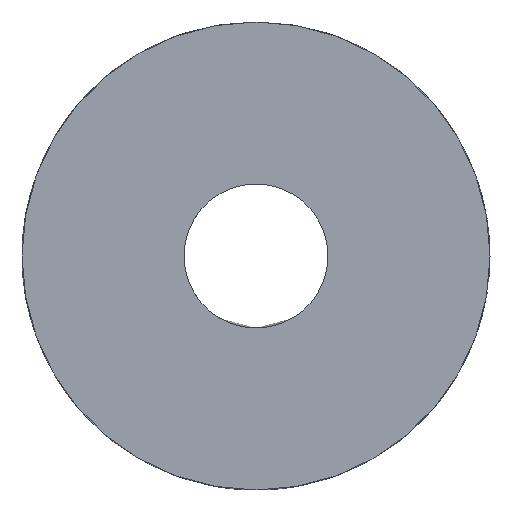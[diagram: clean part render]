
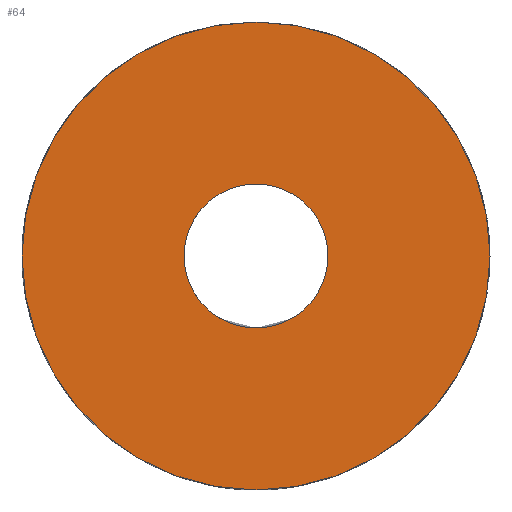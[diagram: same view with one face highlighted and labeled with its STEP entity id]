
A CAD part, left-side view. The second image highlights one B-rep face of the part: STEP entity #64.
In plain terms, the highlighted planar face has unit normal (-1, 0, 0).
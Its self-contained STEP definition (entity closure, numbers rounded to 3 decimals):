
#64 = ADVANCED_FACE ( 'NONE', ( #1488, #1465 ), #151, .F. ) ;
#77 = VERTEX_POINT ( 'NONE', #1575 ) ;
#120 = DIRECTION ( 'NONE',  ( 0., 0., -1. ) ) ;
#151 = PLANE ( 'NONE',  #3775 ) ;
#173 = CARTESIAN_POINT ( 'NONE',  ( -10.5, 0., 0. ) ) ;
#526 = ORIENTED_EDGE ( 'NONE', *, *, #3637, .F. ) ;
#530 = ORIENTED_EDGE ( 'NONE', *, *, #1521, .F. ) ;
#543 = ORIENTED_EDGE ( 'NONE', *, *, #4170, .F. ) ;
#559 = ORIENTED_EDGE ( 'NONE', *, *, #5017, .F. ) ;
#655 = CARTESIAN_POINT ( 'NONE',  ( -10.5, 0., -6.5 ) ) ;
#813 = VERTEX_POINT ( 'NONE', #1263 ) ;
#863 = VERTEX_POINT ( 'NONE', #1369 ) ;
#900 = DIRECTION ( 'NONE',  ( 0., 0., -1. ) ) ;
#905 = DIRECTION ( 'NONE',  ( 1., 0., 0. ) ) ;
#921 = CARTESIAN_POINT ( 'NONE',  ( -10.5, 0., 0. ) ) ;
#1008 = DIRECTION ( 'NONE',  ( 0., 0., -1. ) ) ;
#1015 = DIRECTION ( 'NONE',  ( -1., 0., 0. ) ) ;
#1023 = CARTESIAN_POINT ( 'NONE',  ( -10.5, 0., 0. ) ) ;
#1263 = CARTESIAN_POINT ( 'NONE',  ( -10.5, 0., -2. ) ) ;
#1369 = CARTESIAN_POINT ( 'NONE',  ( -10.5, 0., 2. ) ) ;
#1465 = FACE_OUTER_BOUND ( 'NONE', #4615, .T. ) ;
#1488 = FACE_BOUND ( 'NONE', #4410, .T. ) ;
#1521 = EDGE_CURVE ( 'NONE', #863, #813, #2637, .T. ) ;
#1567 = AXIS2_PLACEMENT_3D ( 'NONE', #173, #5030, #120 ) ;
#1575 = CARTESIAN_POINT ( 'NONE',  ( -10.5, 0., 6.5 ) ) ;
#2637 = CIRCLE ( 'NONE', #2996, 2. ) ;
#2996 = AXIS2_PLACEMENT_3D ( 'NONE', #3114, #3120, #3124 ) ;
#3114 = CARTESIAN_POINT ( 'NONE',  ( -10.5, 0., 0. ) ) ;
#3120 = DIRECTION ( 'NONE',  ( -1., 0., 0. ) ) ;
#3124 = DIRECTION ( 'NONE',  ( 0., 0., -1. ) ) ;
#3637 = EDGE_CURVE ( 'NONE', #813, #863, #3840, .T. ) ;
#3677 = AXIS2_PLACEMENT_3D ( 'NONE', #4193, #4172, #4139 ) ;
#3764 = VERTEX_POINT ( 'NONE', #655 ) ;
#3775 = AXIS2_PLACEMENT_3D ( 'NONE', #921, #905, #900 ) ;
#3840 = CIRCLE ( 'NONE', #4677, 2. ) ;
#4107 = CIRCLE ( 'NONE', #1567, 6.5 ) ;
#4139 = DIRECTION ( 'NONE',  ( 0., 0., -1. ) ) ;
#4170 = EDGE_CURVE ( 'NONE', #3764, #77, #4107, .T. ) ;
#4172 = DIRECTION ( 'NONE',  ( 1., 0., 0. ) ) ;
#4193 = CARTESIAN_POINT ( 'NONE',  ( -10.5, 0., 0. ) ) ;
#4410 = EDGE_LOOP ( 'NONE', ( #526, #530 ) ) ;
#4615 = EDGE_LOOP ( 'NONE', ( #543, #559 ) ) ;
#4677 = AXIS2_PLACEMENT_3D ( 'NONE', #1023, #1015, #1008 ) ;
#4833 = CIRCLE ( 'NONE', #3677, 6.5 ) ;
#5017 = EDGE_CURVE ( 'NONE', #77, #3764, #4833, .T. ) ;
#5030 = DIRECTION ( 'NONE',  ( 1., 0., 0. ) ) ;
